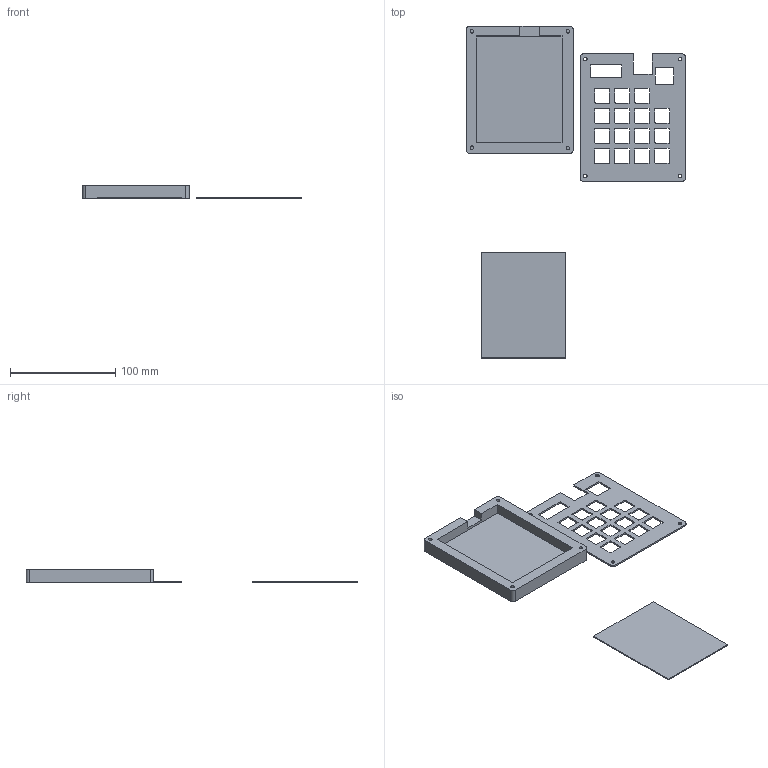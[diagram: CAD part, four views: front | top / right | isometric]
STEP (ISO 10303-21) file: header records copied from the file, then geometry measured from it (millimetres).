
FILE_DESCRIPTION(/* description */ (''),/* implementation_level */ '2;1');
FILE_NAME(/* name */ 'final.step',/* time_stamp */ '2025-12-18T00:44:35-06:00',/* author */ (''),/* organization */ (''),/* preprocessor_version */ 'ST-DEVELOPER v20.1',/* originating_system */ 'Autodesk Translation Framework v14.21.0.0',/* authorisation */ '');
FILE_SCHEMA (('AUTOMOTIVE_DESIGN { 1 0 10303 214 3 1 1 }'));
Length unit declared in the file: millimetre
Products named in the file (2): 2025-12-17-23-35-39-652; 2025-12-10-00-46-04-240
Assembly tree (1 placements, depth 2):
  2025-12-17-23-35-39-652
    2025-12-10-00-46-04-240
Bounding box: 207.99 x 315.49 x 13 mm (x, y, z)
Volume: 95565.4 mm3; surface area: 69490.4 mm2
Topology: 7 solids, 7 shells, 194 faces, 528 edges, 352 vertices
Faces by surface type: plane 110, cylinder 84
Full cylindrical faces by diameter (mm): 3.4 x12, 6 x4
Entity records: 6309 total; most frequent: DIRECTION 1090, CARTESIAN_POINT 1077, ORIENTED_EDGE 1056, EDGE_CURVE 528, AXIS2_PLACEMENT_3D 365, LINE 360, VECTOR 360, VERTEX_POINT 352
